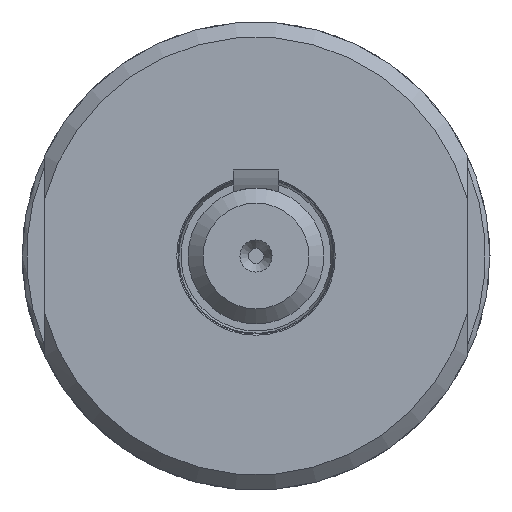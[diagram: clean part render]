
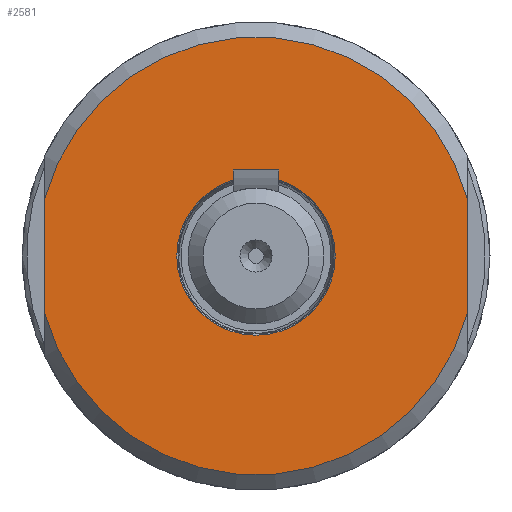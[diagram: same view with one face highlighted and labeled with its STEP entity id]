
A CAD part, left-side view. The second image highlights one B-rep face of the part: STEP entity #2581.
In plain terms, the highlighted planar face has unit normal (-1, 0, 0).
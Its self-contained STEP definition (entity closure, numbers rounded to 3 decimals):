
#102=LINE('',#3898,#319);
#103=LINE('',#3902,#320);
#319=VECTOR('',#3180,10.);
#320=VECTOR('',#3183,10.);
#677=FACE_BOUND('',#882,.T.);
#730=FACE_OUTER_BOUND('',#881,.T.);
#881=EDGE_LOOP('',(#1887,#1888,#1889,#1890));
#882=EDGE_LOOP('',(#1891,#1892));
#1050=CIRCLE('',#2782,5.25);
#1051=CIRCLE('',#2783,5.25);
#1068=CIRCLE('',#2807,14.5);
#1069=CIRCLE('',#2808,14.5);
#1173=VERTEX_POINT('',#3848);
#1174=VERTEX_POINT('',#3850);
#1191=VERTEX_POINT('',#3896);
#1192=VERTEX_POINT('',#3897);
#1193=VERTEX_POINT('',#3899);
#1194=VERTEX_POINT('',#3901);
#1434=EDGE_CURVE('',#1174,#1173,#1050,.T.);
#1435=EDGE_CURVE('',#1173,#1174,#1051,.T.);
#1456=EDGE_CURVE('',#1191,#1192,#102,.T.);
#1457=EDGE_CURVE('',#1193,#1192,#1068,.T.);
#1458=EDGE_CURVE('',#1193,#1194,#103,.T.);
#1459=EDGE_CURVE('',#1191,#1194,#1069,.T.);
#1887=ORIENTED_EDGE('',*,*,#1456,.T.);
#1888=ORIENTED_EDGE('',*,*,#1457,.F.);
#1889=ORIENTED_EDGE('',*,*,#1458,.T.);
#1890=ORIENTED_EDGE('',*,*,#1459,.F.);
#1891=ORIENTED_EDGE('',*,*,#1434,.T.);
#1892=ORIENTED_EDGE('',*,*,#1435,.T.);
#2473=PLANE('',#2806);
#2581=ADVANCED_FACE('',(#730,#677),#2473,.T.);
#2782=AXIS2_PLACEMENT_3D('',#3851,#3126,#3127);
#2783=AXIS2_PLACEMENT_3D('',#3852,#3128,#3129);
#2806=AXIS2_PLACEMENT_3D('',#3895,#3178,#3179);
#2807=AXIS2_PLACEMENT_3D('',#3900,#3181,#3182);
#2808=AXIS2_PLACEMENT_3D('',#3903,#3184,#3185);
#3126=DIRECTION('center_axis',(1.,0.,0.));
#3127=DIRECTION('ref_axis',(0.,0.,
-1.));
#3128=DIRECTION('center_axis',(1.,0.,0.));
#3129=DIRECTION('ref_axis',(0.,0.,
-1.));
#3178=DIRECTION('center_axis',(-1.,0.,0.));
#3179=DIRECTION('ref_axis',(0.,1.,0.));
#3180=DIRECTION('',(0.,0.,1.));
#3181=DIRECTION('center_axis',(1.,0.,0.));
#3182=DIRECTION('ref_axis',(0.,0.,1.));
#3183=DIRECTION('',(0.,0.,-1.));
#3184=DIRECTION('center_axis',(1.,0.,0.));
#3185=DIRECTION('ref_axis',(0.,0.,1.));
#3848=CARTESIAN_POINT('',(-41.9,0.,5.25));
#3850=CARTESIAN_POINT('',(-41.9,0.,-5.25));
#3851=CARTESIAN_POINT('Origin',(-41.9,0.,
0.));
#3852=CARTESIAN_POINT('Origin',(-41.9,0.,
0.));
#3895=CARTESIAN_POINT('Origin',(-41.9,0.,
-10.375));
#3896=CARTESIAN_POINT('',(-41.9,-14.,-3.775));
#3897=CARTESIAN_POINT('',(-41.9,-14.,3.775));
#3898=CARTESIAN_POINT('',(-41.9,-14.,1.954));
#3899=CARTESIAN_POINT('',(-41.9,14.,3.775));
#3900=CARTESIAN_POINT('Origin',(-41.9,0.,
0.));
#3901=CARTESIAN_POINT('',(-41.9,14.,-3.775));
#3902=CARTESIAN_POINT('',(-41.9,14.,-12.329));
#3903=CARTESIAN_POINT('Origin',(-41.9,0.,
0.));
